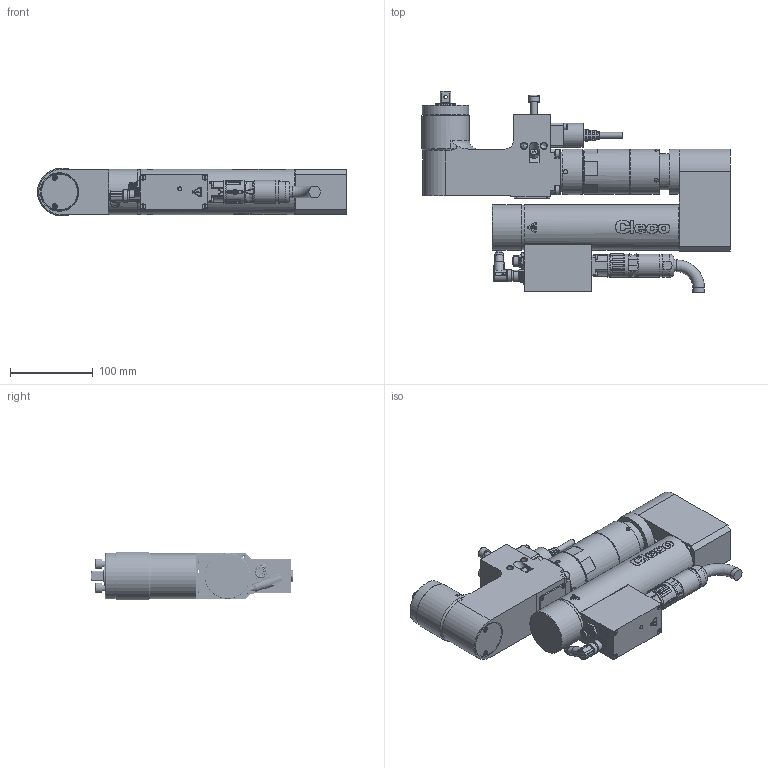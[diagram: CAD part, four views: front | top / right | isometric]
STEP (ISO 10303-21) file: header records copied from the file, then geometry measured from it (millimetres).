
FILE_DESCRIPTION(/* description */ (''),/* implementation_level */ '2;1');
FILE_NAME(/* name */ '2BDU110T1A-A_IAM_001.iam.step',/* time_stamp */ '2021-07-26T07:37:56+02:00',/* author */ ('cideon'),/* organization */ (''),/* preprocessor_version */ 'ST-DEVELOPER v17.2',/* originating_system */ 'Autodesk Inventor 2019',/* authorisation */ '');
FILE_SCHEMA (('AUTOMOTIVE_DESIGN { 1 0 10303 214 3 1 1 }'));
Length unit declared in the file: centimetre
Products named in the file (1): Bauteil1
Bounding box: 373.95 x 244.37 x 58 mm (x, y, z)
Volume: 2013196.8 mm3; surface area: 312343.5 mm2
Topology: 1 solids, 1 shells, 4168 faces, 11898 edges, 7867 vertices
Faces by surface type: plane 2441, cylinder 956, cone 295, bspline 278, torus 185, sphere 13
Full cylindrical faces by diameter (mm): 0.434 x2, 0.6 x6, 0.9 x8, 1.6 x1, 1.83 x2, 2 x1, 2.1 x2, 2.5 x3, 2.8 x4, 3 x6, 3.4 x3, 3.5 x1, 4 x7, 4.2 x1, 4.3 x4, 4.5 x1, 5 x5, 5.1 x10, 5.3 x2, 5.5 x10, 5.6 x4, 5.9 x1, 6 x11, 6.3 x1, 6.6 x4, 7 x8, 7.25 x4, 7.3 x1, 7.5 x5, 8 x10
Entity records: 193647 total; most frequent: CARTESIAN_POINT 81778, ORIENTED_EDGE 23722, DIRECTION 21256, EDGE_CURVE 11861, VERTEX_POINT 7866, AXIS2_PLACEMENT_3D 7467, LINE 6322, VECTOR 6322
